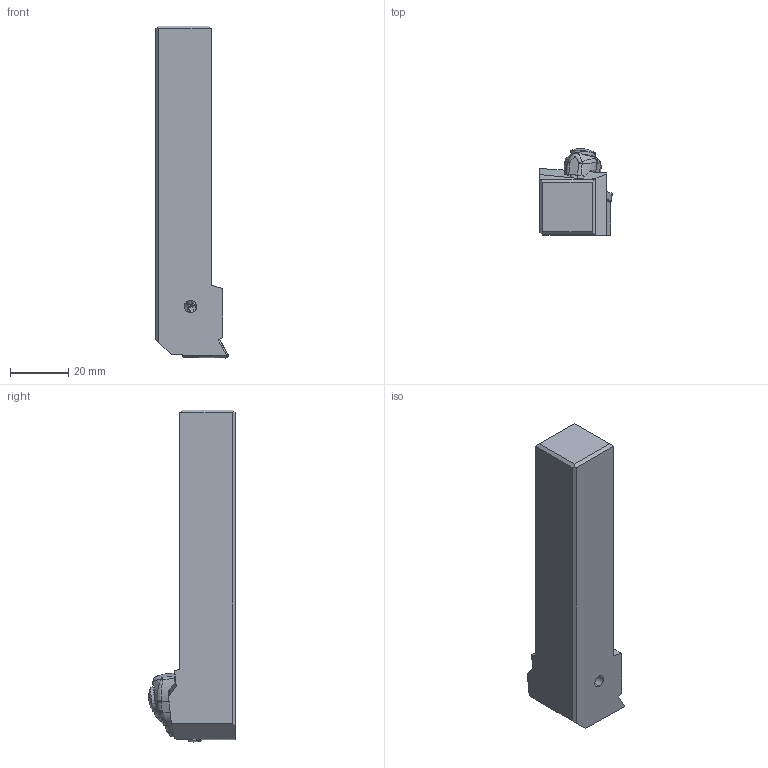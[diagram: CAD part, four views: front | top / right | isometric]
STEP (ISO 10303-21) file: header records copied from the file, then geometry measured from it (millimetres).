
FILE_DESCRIPTION(/* description */ (''),/* implementation_level */ '2;1');
FILE_NAME(/* name */ 'DTFNL-123.stp',/* time_stamp */ '2021-12-22T09:39:16+09:00',/* author */ (''),/* organization */ (''),/* preprocessor_version */ 'ST-DEVELOPER v16',/* originating_system */ 'SIEMENS PLM Software NX 10.0',/* authorisation */ '');
FILE_SCHEMA (('AUTOMOTIVE_DESIGN { 1 0 10303 214 3 1 1 1 }'));
Length unit declared in the file: millimetre
Products named in the file (1): DTFNL-123_ASM
Bounding box: 24.91 x 29.66 x 113.79 mm (x, y, z)
Volume: 43508.1 mm3; surface area: 12074.1 mm2
Topology: 6 solids, 6 shells, 258 faces, 677 edges, 430 vertices
Faces by surface type: cylinder 86, plane 66, bspline 63, torus 23, cone 16, sphere 4
Entity records: 11782 total; most frequent: CARTESIAN_POINT 5720, ORIENTED_EDGE 1338, DIRECTION 1109, EDGE_CURVE 669, AXIS2_PLACEMENT_3D 440, VERTEX_POINT 427, EDGE_LOOP 270, ADVANCED_FACE 258
